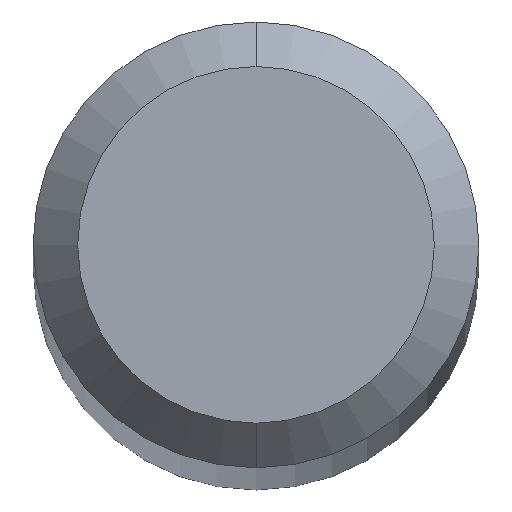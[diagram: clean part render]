
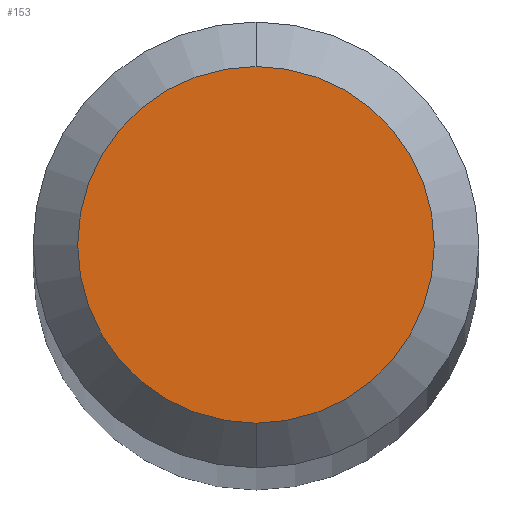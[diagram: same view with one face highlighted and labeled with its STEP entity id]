
A CAD part, top view. The second image highlights one B-rep face of the part: STEP entity #153.
In plain terms, the highlighted planar face has unit normal (0, 0, 1).
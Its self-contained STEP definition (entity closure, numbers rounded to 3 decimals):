
#4 = PLANE ( 'NONE',  #123 ) ;
#19 = EDGE_LOOP ( 'NONE', ( #207, #184 ) ) ;
#21 = EDGE_CURVE ( 'NONE', #203, #160, #59, .T. ) ;
#35 = CIRCLE ( 'NONE', #113, 0.711 ) ;
#36 = CARTESIAN_POINT ( 'NONE',  ( 0., -0.711, 0. ) ) ;
#59 = CIRCLE ( 'NONE', #69, 0.711 ) ;
#65 = DIRECTION ( 'NONE',  ( 0., 0., 1. ) ) ;
#69 = AXIS2_PLACEMENT_3D ( 'NONE', #192, #65, #80 ) ;
#70 = CARTESIAN_POINT ( 'NONE',  ( 0., 0.889, 0. ) ) ;
#80 = DIRECTION ( 'NONE',  ( 0., 1., 0. ) ) ;
#85 = DIRECTION ( 'NONE',  ( 0., 0., 1. ) ) ;
#96 = CARTESIAN_POINT ( 'NONE',  ( 0., 0.711, 0. ) ) ;
#100 = EDGE_CURVE ( 'NONE', #160, #203, #35, .T. ) ;
#107 = DIRECTION ( 'NONE',  ( 0., 1., 0. ) ) ;
#113 = AXIS2_PLACEMENT_3D ( 'NONE', #196, #85, #141 ) ;
#123 = AXIS2_PLACEMENT_3D ( 'NONE', #70, #145, #107 ) ;
#141 = DIRECTION ( 'NONE',  ( 0., 1., 0. ) ) ;
#142 = FACE_OUTER_BOUND ( 'NONE', #19, .T. ) ;
#145 = DIRECTION ( 'NONE',  ( 0., 0., -1. ) ) ;
#153 = ADVANCED_FACE ( 'NONE', ( #142 ), #4, .F. ) ;
#160 = VERTEX_POINT ( 'NONE', #36 ) ;
#184 = ORIENTED_EDGE ( 'NONE', *, *, #100, .T. ) ;
#192 = CARTESIAN_POINT ( 'NONE',  ( 0., 0., 0. ) ) ;
#196 = CARTESIAN_POINT ( 'NONE',  ( 0., 0., 0. ) ) ;
#203 = VERTEX_POINT ( 'NONE', #96 ) ;
#207 = ORIENTED_EDGE ( 'NONE', *, *, #21, .T. ) ;
